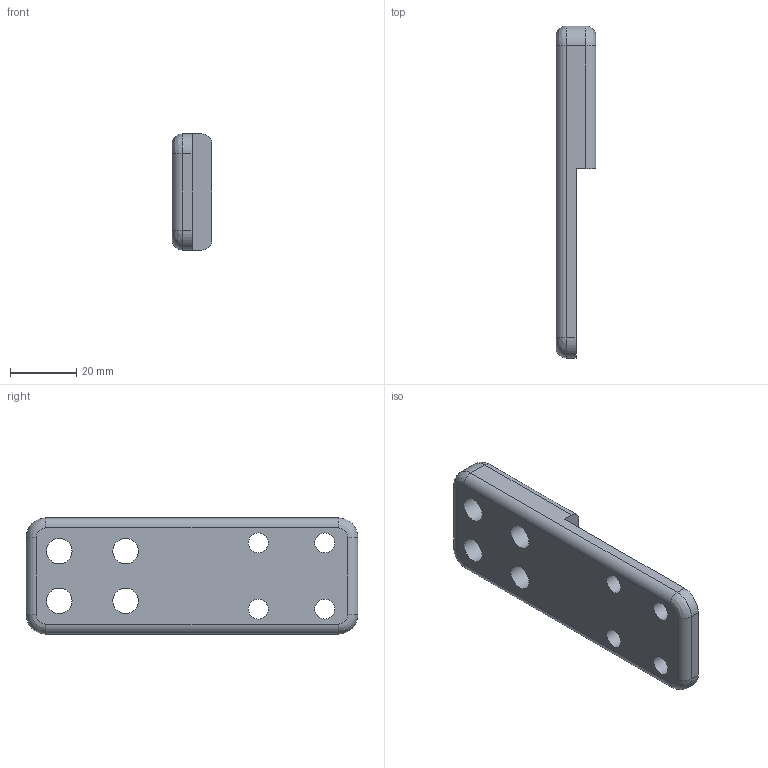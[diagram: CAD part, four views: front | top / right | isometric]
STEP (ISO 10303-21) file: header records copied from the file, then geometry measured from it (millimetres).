
FILE_DESCRIPTION(/* description */ (''),/* implementation_level */ '2;1');
FILE_NAME(/* name */ 'EboxTslotMountV2.stp',/* time_stamp */ '2022-02-26T18:20:10-08:00',/* author */ ('Jorian Brusind'),/* organization */ (''),/* preprocessor_version */ 'ST-DEVELOPER v18.1',/* originating_system */ 'Autodesk Inventor 2022',/* authorisation */ '');
FILE_SCHEMA (('AUTOMOTIVE_DESIGN { 1 0 10303 214 3 1 1 }'));
Length unit declared in the file: millimetre
Products named in the file (1): EboxTslotMountV2
Bounding box: 12 x 100 x 35 mm (x, y, z)
Volume: 26090 mm3; surface area: 9877.7 mm2
Topology: 1 solids, 1 shells, 41 faces, 101 edges, 62 vertices
Faces by surface type: cylinder 19, plane 8, bspline 6, torus 4, cone 4
Full cylindrical faces by diameter (mm): 6 x4, 7.7 x4
Entity records: 1324 total; most frequent: CARTESIAN_POINT 253, DIRECTION 233, ORIENTED_EDGE 202, EDGE_CURVE 101, AXIS2_PLACEMENT_3D 96, VERTEX_POINT 62, CIRCLE 60, EDGE_LOOP 57
